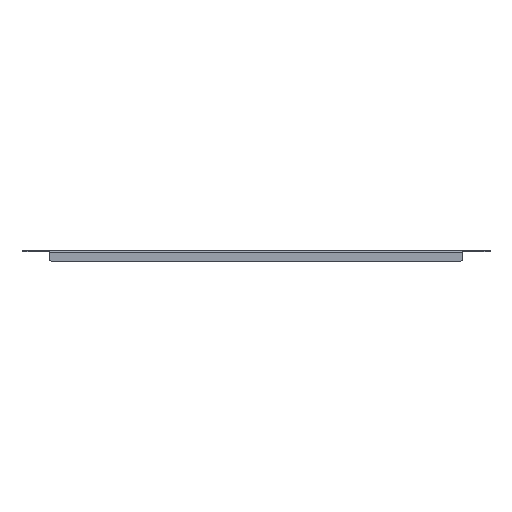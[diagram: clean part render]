
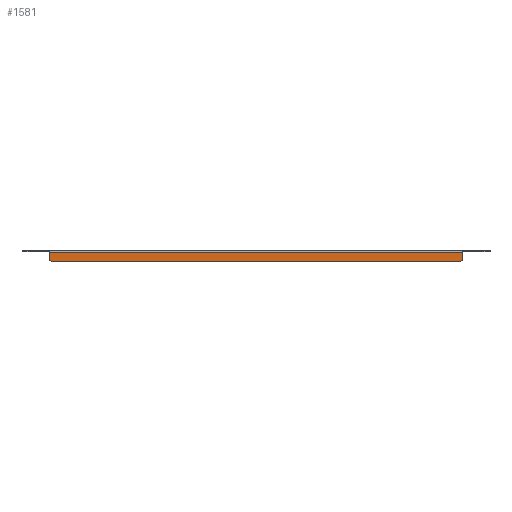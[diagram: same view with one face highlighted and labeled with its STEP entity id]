
A CAD part, front view. The second image highlights one B-rep face of the part: STEP entity #1581.
In plain terms, the highlighted planar face has unit normal (0, -1, 0).
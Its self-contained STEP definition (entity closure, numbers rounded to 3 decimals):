
#15 = LINE ( 'NONE', #1087, #1457 ) ;
#33 = EDGE_CURVE ( 'NONE', #108, #634, #1864, .T. ) ;
#56 = CARTESIAN_POINT ( 'NONE',  ( -210.25, -44.025, -7. ) ) ;
#66 = DIRECTION ( 'NONE',  ( 0., -1., 0. ) ) ;
#108 = VERTEX_POINT ( 'NONE', #1574 ) ;
#152 = AXIS2_PLACEMENT_3D ( 'NONE', #56, #238, #1603 ) ;
#204 = FACE_OUTER_BOUND ( 'NONE', #1714, .T. ) ;
#238 = DIRECTION ( 'NONE',  ( 0., 1., 0. ) ) ;
#244 = ORIENTED_EDGE ( 'NONE', *, *, #1727, .F. ) ;
#319 = VECTOR ( 'NONE', #429, 1000. ) ;
#325 = ORIENTED_EDGE ( 'NONE', *, *, #1417, .F. ) ;
#338 = DIRECTION ( 'NONE',  ( -1., 0., 0. ) ) ;
#346 = CARTESIAN_POINT ( 'NONE',  ( 213.25, -44.025, -0.5 ) ) ;
#379 = CIRCLE ( 'NONE', #152, 3. ) ;
#401 = CARTESIAN_POINT ( 'NONE',  ( 213.25, -44.025, -5.25 ) ) ;
#427 = CARTESIAN_POINT ( 'NONE',  ( -210.25, -44.025, -10. ) ) ;
#429 = DIRECTION ( 'NONE',  ( 0., 0., -1. ) ) ;
#444 = CARTESIAN_POINT ( 'NONE',  ( 210.25, -44.025, -10. ) ) ;
#479 = CARTESIAN_POINT ( 'NONE',  ( 213.25, -44.025, -7. ) ) ;
#596 = VECTOR ( 'NONE', #958, 1000. ) ;
#634 = VERTEX_POINT ( 'NONE', #988 ) ;
#649 = ORIENTED_EDGE ( 'NONE', *, *, #952, .F. ) ;
#720 = VERTEX_POINT ( 'NONE', #444 ) ;
#872 = VERTEX_POINT ( 'NONE', #1232 ) ;
#913 = VERTEX_POINT ( 'NONE', #479 ) ;
#952 = EDGE_CURVE ( 'NONE', #634, #872, #967, .T. ) ;
#958 = DIRECTION ( 'NONE',  ( 1., 0., 0. ) ) ;
#967 = LINE ( 'NONE', #346, #596 ) ;
#980 = ORIENTED_EDGE ( 'NONE', *, *, #1124, .F. ) ;
#988 = CARTESIAN_POINT ( 'NONE',  ( -213.25, -44.025, -0.5 ) ) ;
#1017 = AXIS2_PLACEMENT_3D ( 'NONE', #1439, #66, #1293 ) ;
#1087 = CARTESIAN_POINT ( 'NONE',  ( 0., -44.025, -10. ) ) ;
#1124 = EDGE_CURVE ( 'NONE', #1866, #108, #379, .T. ) ;
#1126 = PLANE ( 'NONE',  #1017 ) ;
#1180 = AXIS2_PLACEMENT_3D ( 'NONE', #1502, #1331, #1963 ) ;
#1232 = CARTESIAN_POINT ( 'NONE',  ( 213.25, -44.025, -0.5 ) ) ;
#1236 = VECTOR ( 'NONE', #1400, 1000. ) ;
#1293 = DIRECTION ( 'NONE',  ( 0., 0., -1. ) ) ;
#1331 = DIRECTION ( 'NONE',  ( 0., 1., 0. ) ) ;
#1342 = LINE ( 'NONE', #401, #319 ) ;
#1400 = DIRECTION ( 'NONE',  ( 0., 0., 1. ) ) ;
#1411 = CARTESIAN_POINT ( 'NONE',  ( -213.25, -44.025, -5.25 ) ) ;
#1417 = EDGE_CURVE ( 'NONE', #720, #1866, #15, .T. ) ;
#1439 = CARTESIAN_POINT ( 'NONE',  ( -241.25, -44.025, 1. ) ) ;
#1457 = VECTOR ( 'NONE', #338, 1000. ) ;
#1502 = CARTESIAN_POINT ( 'NONE',  ( 210.25, -44.025, -7. ) ) ;
#1531 = ORIENTED_EDGE ( 'NONE', *, *, #1916, .F. ) ;
#1574 = CARTESIAN_POINT ( 'NONE',  ( -213.25, -44.025, -7. ) ) ;
#1581 = ADVANCED_FACE ( 'NONE', ( #204 ), #1126, .T. ) ;
#1603 = DIRECTION ( 'NONE',  ( 0., 0., -1. ) ) ;
#1606 = ORIENTED_EDGE ( 'NONE', *, *, #33, .F. ) ;
#1714 = EDGE_LOOP ( 'NONE', ( #325, #1531, #244, #649, #1606, #980 ) ) ;
#1727 = EDGE_CURVE ( 'NONE', #872, #913, #1342, .T. ) ;
#1750 = CIRCLE ( 'NONE', #1180, 3. ) ;
#1864 = LINE ( 'NONE', #1411, #1236 ) ;
#1866 = VERTEX_POINT ( 'NONE', #427 ) ;
#1916 = EDGE_CURVE ( 'NONE', #913, #720, #1750, .T. ) ;
#1963 = DIRECTION ( 'NONE',  ( 0., 0., -1. ) ) ;
